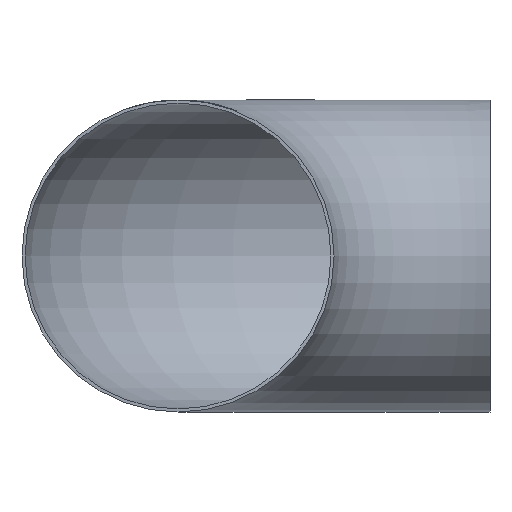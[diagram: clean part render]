
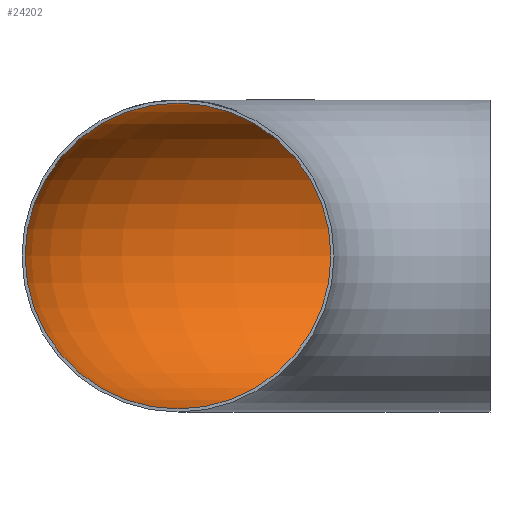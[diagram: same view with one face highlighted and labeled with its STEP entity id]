
A CAD part, front view. The second image highlights one B-rep face of the part: STEP entity #24202.
In plain terms, the highlighted toroidal (fillet/blend) face has major radius 508 mm and minor radius 249 mm.
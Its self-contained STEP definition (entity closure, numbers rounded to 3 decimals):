
#4206 = DIRECTION ( 'NONE',  ( -1., 0., 0. ) ) ;
#4344 = AXIS2_PLACEMENT_3D ( 'NONE', #26496, #7295, #17411 ) ;
#6230 = CARTESIAN_POINT ( 'NONE',  ( 0., 757., 0. ) ) ;
#7183 = ORIENTED_EDGE ( 'NONE', *, *, #8534, .T. ) ;
#7295 = DIRECTION ( 'NONE',  ( 1., 0., 0. ) ) ;
#8534 = EDGE_CURVE ( 'NONE', #21930, #21930, #37996, .T. ) ;
#12717 = DIRECTION ( 'NONE',  ( 0., 0., 1. ) ) ;
#13334 = CARTESIAN_POINT ( 'NONE',  ( -508., 0., 0. ) ) ;
#15934 = CARTESIAN_POINT ( 'NONE',  ( -508., 0., 249. ) ) ;
#17411 = DIRECTION ( 'NONE',  ( 0., 1., 0. ) ) ;
#17637 = FACE_OUTER_BOUND ( 'NONE', #35623, .T. ) ;
#17884 = TOROIDAL_SURFACE ( 'NONE', #29091, 508., 249. ) ;
#19014 = VERTEX_POINT ( 'NONE', #15934 ) ;
#21658 = AXIS2_PLACEMENT_3D ( 'NONE', #13334, #23010, #12717 ) ;
#21930 = VERTEX_POINT ( 'NONE', #6230 ) ;
#23010 = DIRECTION ( 'NONE',  ( 0., 1., 0. ) ) ;
#23208 = FACE_OUTER_BOUND ( 'NONE', #28822, .T. ) ;
#23212 = EDGE_CURVE ( 'NONE', #19014, #19014, #30208, .T. ) ;
#24202 = ADVANCED_FACE ( 'NONE', ( #17637, #23208 ), #17884, .F. ) ;
#26496 = CARTESIAN_POINT ( 'NONE',  ( 0., 508., 0. ) ) ;
#27402 = ORIENTED_EDGE ( 'NONE', *, *, #23212, .F. ) ;
#28822 = EDGE_LOOP ( 'NONE', ( #27402 ) ) ;
#29091 = AXIS2_PLACEMENT_3D ( 'NONE', #29409, #32502, #4206 ) ;
#29409 = CARTESIAN_POINT ( 'NONE',  ( 0., 0., 0. ) ) ;
#30208 = CIRCLE ( 'NONE', #21658, 249. ) ;
#32502 = DIRECTION ( 'NONE',  ( 0., 0., -1. ) ) ;
#35623 = EDGE_LOOP ( 'NONE', ( #7183 ) ) ;
#37996 = CIRCLE ( 'NONE', #4344, 249. ) ;
